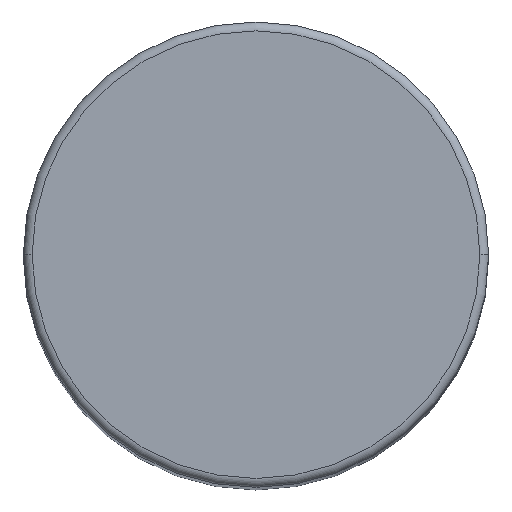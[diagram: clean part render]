
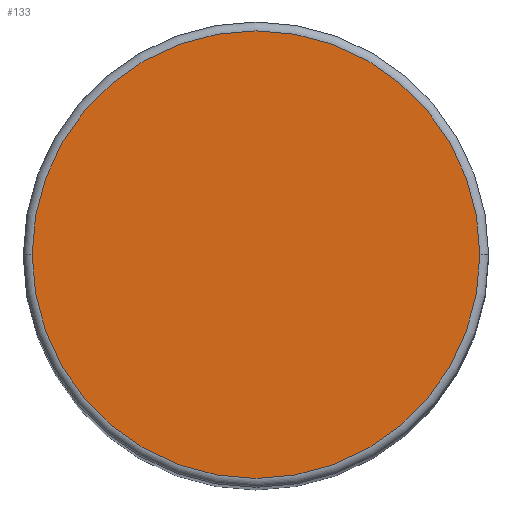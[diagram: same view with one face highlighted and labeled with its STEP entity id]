
A CAD part, top view. The second image highlights one B-rep face of the part: STEP entity #133.
In plain terms, the highlighted planar face has unit normal (0, 0, 1).
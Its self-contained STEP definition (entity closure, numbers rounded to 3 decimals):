
#33 = VERTEX_POINT ( 'NONE', #67 ) ;
#37 = CARTESIAN_POINT ( 'NONE',  ( 0., 0., 0. ) ) ;
#67 = CARTESIAN_POINT ( 'NONE',  ( 10.12, 0., 0. ) ) ;
#86 = CARTESIAN_POINT ( 'NONE',  ( 0., 0., 0. ) ) ;
#100 = DIRECTION ( 'NONE',  ( 0., 0., 1. ) ) ;
#133 = ADVANCED_FACE ( 'NONE', ( #673 ), #904, .T. ) ;
#307 = ORIENTED_EDGE ( 'NONE', *, *, #823, .T. ) ;
#333 = DIRECTION ( 'NONE',  ( 1., 0., 0. ) ) ;
#365 = DIRECTION ( 'NONE',  ( 0., 0., 1. ) ) ;
#393 = ORIENTED_EDGE ( 'NONE', *, *, #879, .T. ) ;
#433 = CIRCLE ( 'NONE', #881, 10.12 ) ;
#536 = DIRECTION ( 'NONE',  ( 1., 0., 0. ) ) ;
#590 = AXIS2_PLACEMENT_3D ( 'NONE', #915, #744, #333 ) ;
#651 = VERTEX_POINT ( 'NONE', #824 ) ;
#656 = DIRECTION ( 'NONE',  ( 1., 0., 0. ) ) ;
#673 = FACE_OUTER_BOUND ( 'NONE', #689, .T. ) ;
#685 = AXIS2_PLACEMENT_3D ( 'NONE', #86, #365, #656 ) ;
#689 = EDGE_LOOP ( 'NONE', ( #307, #393 ) ) ;
#744 = DIRECTION ( 'NONE',  ( 0., 0., 1. ) ) ;
#823 = EDGE_CURVE ( 'NONE', #33, #651, #852, .T. ) ;
#824 = CARTESIAN_POINT ( 'NONE',  ( -10.12, 0., 0. ) ) ;
#852 = CIRCLE ( 'NONE', #685, 10.12 ) ;
#879 = EDGE_CURVE ( 'NONE', #651, #33, #433, .T. ) ;
#881 = AXIS2_PLACEMENT_3D ( 'NONE', #37, #100, #536 ) ;
#904 = PLANE ( 'NONE',  #590 ) ;
#915 = CARTESIAN_POINT ( 'NONE',  ( 10.12, 0., 0. ) ) ;
